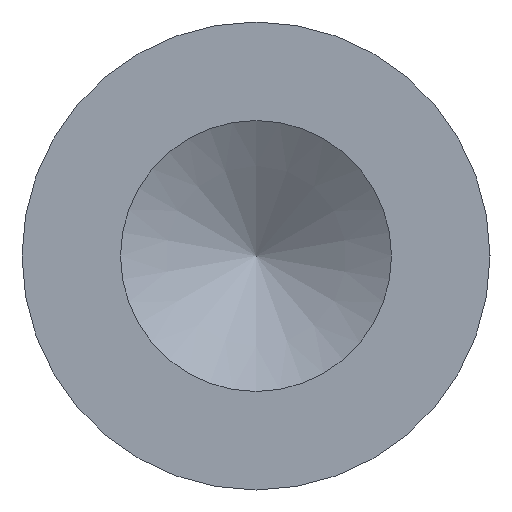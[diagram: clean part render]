
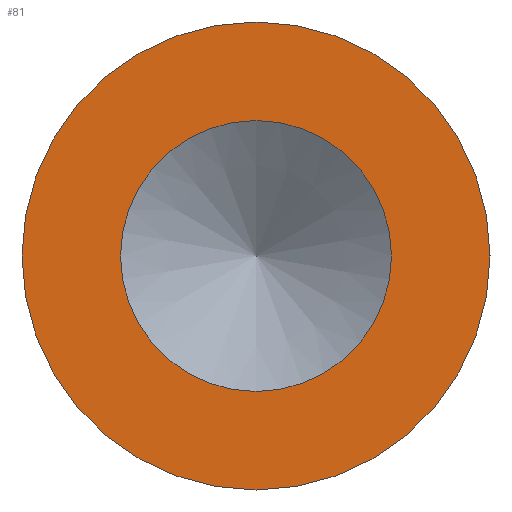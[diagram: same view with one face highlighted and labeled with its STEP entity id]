
A CAD part, left-side view. The second image highlights one B-rep face of the part: STEP entity #81.
In plain terms, the highlighted planar face has unit normal (-1, 0, 0).
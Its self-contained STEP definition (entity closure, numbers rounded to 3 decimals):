
#68=PLANE('',#324);
#81=ADVANCED_FACE('',(#114,#115),#68,.T.);
#114=FACE_BOUND('',#150,.T.);
#115=FACE_BOUND('',#151,.T.);
#150=EDGE_LOOP('',(#190));
#151=EDGE_LOOP('',(#191));
#190=ORIENTED_EDGE('',*,*,#270,.T.);
#191=ORIENTED_EDGE('',*,*,#274,.F.);
#244=VERTEX_POINT('',#453);
#248=VERTEX_POINT('',#463);
#270=EDGE_CURVE('',#244,#244,#299,.T.);
#274=EDGE_CURVE('',#248,#248,#303,.T.);
#299=CIRCLE('',#317,5.5);
#303=CIRCLE('',#323,9.5);
#317=AXIS2_PLACEMENT_3D('',#452,#359,#360);
#323=AXIS2_PLACEMENT_3D('',#462,#371,#372);
#324=AXIS2_PLACEMENT_3D('',#464,#373,#374);
#359=DIRECTION('',(1.,0.,0.));
#360=DIRECTION('',(0.,0.,1.));
#371=DIRECTION('',(1.,0.,0.));
#372=DIRECTION('',(0.,0.,1.));
#373=DIRECTION('',(-1.,0.,0.));
#374=DIRECTION('',(0.,0.,-1.));
#452=CARTESIAN_POINT('',(-26.5,38.2,0.));
#453=CARTESIAN_POINT('',(-26.5,38.2,5.5));
#462=CARTESIAN_POINT('',(-26.5,38.2,0.));
#463=CARTESIAN_POINT('',(-26.5,38.2,9.5));
#464=CARTESIAN_POINT('',(-26.5,38.2,7.25));
